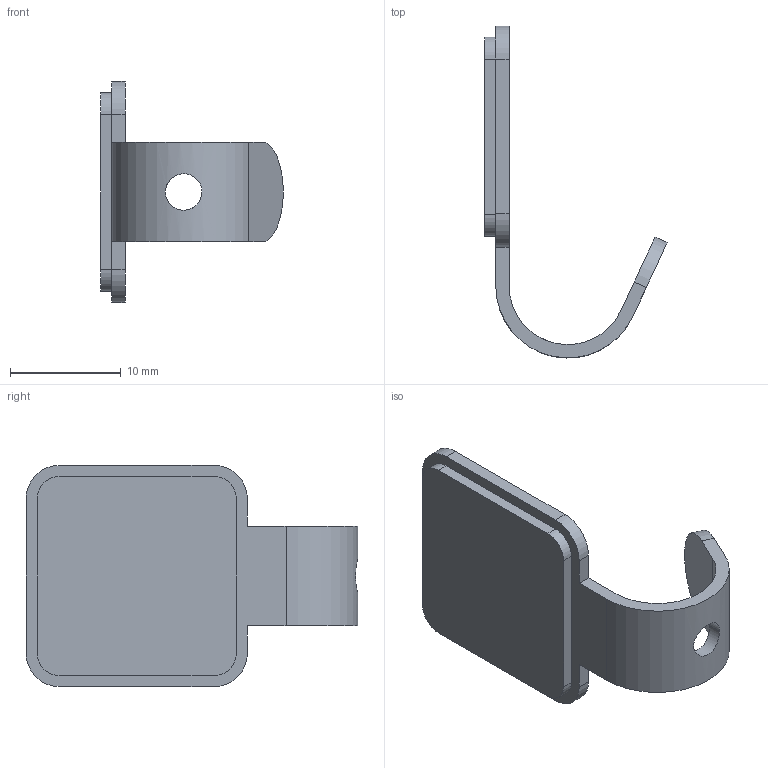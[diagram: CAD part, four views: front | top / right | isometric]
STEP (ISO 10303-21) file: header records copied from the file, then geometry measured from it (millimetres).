
FILE_DESCRIPTION(('Creo Elements/Direct Modeling STEP Export'),'2;1');
FILE_NAME('2319.stp','2022-05-04T10:01:02',(''),(''),'Creo Elements/Direct Modeling STEP processor for AP214 (Solid Model)','Creo Elements/Direct Modeling 20.0 12-Nov-2016 (C) Parametric Technology GmbH','');
FILE_SCHEMA(('AUTOMOTIVE_DESIGN { 1 0 10303 214 1 1 1 1 }'));
Length unit declared in the file: millimetre
Products named in the file (3): Haken.1; tape; FE-9213
Assembly tree (2 placements, depth 2):
  FE-9213
    tape
    Haken.1
Bounding box: 16.5 x 30 x 20 mm (x, y, z)
Volume: 1060.1 mm3; surface area: 2104.5 mm2
Topology: 2 solids, 2 shells, 30 faces, 78 edges, 52 vertices
Faces by surface type: plane 17, cylinder 13
Entity records: 1612 total; most frequent: CARTESIAN_POINT 782, DIRECTION 160, ORIENTED_EDGE 156, EDGE_CURVE 78, AXIS2_PLACEMENT_3D 55, VERTEX_POINT 52, VECTOR 50, LINE 50
